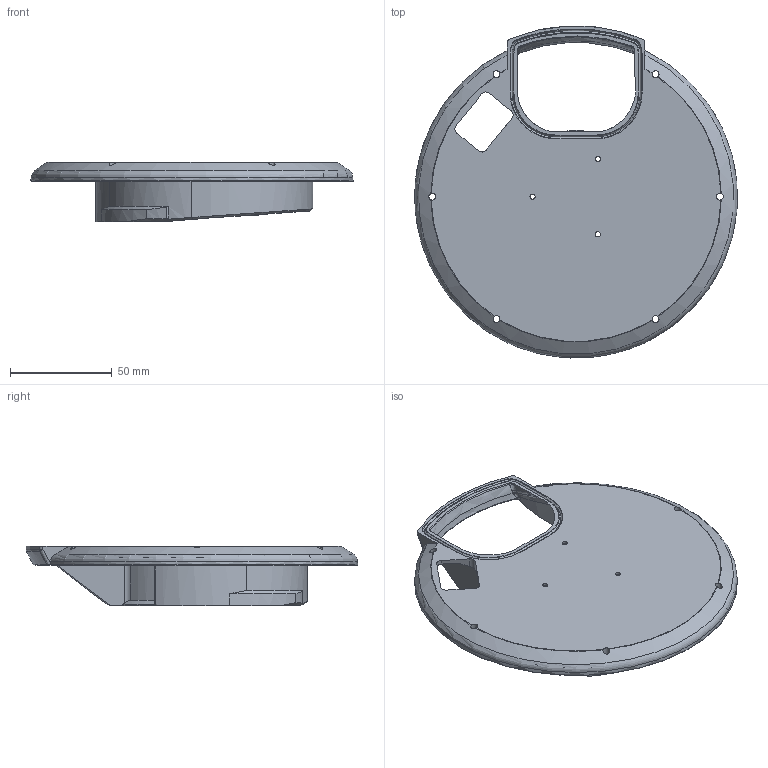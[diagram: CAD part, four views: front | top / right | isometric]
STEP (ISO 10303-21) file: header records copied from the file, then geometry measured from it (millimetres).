
FILE_DESCRIPTION(/* description */ (''),/* implementation_level */ '2;1');
FILE_NAME(/* name */ 'Fan_Scroll_65mm.step',/* time_stamp */ '2022-10-04T14:59:23+02:00',/* author */ (''),/* organization */ (''),/* preprocessor_version */ 'ST-DEVELOPER v19',/* originating_system */ 'Autodesk Translation Framework v11.7.0.108',/* authorisation */ '');
FILE_SCHEMA (('AUTOMOTIVE_DESIGN { 1 0 10303 214 3 1 1 }'));
Length unit declared in the file: millimetre
Products named in the file (2): Fan_Scroll_65mm; 65MM_GPU_Fan
Assembly tree (1 placements, depth 2):
  Fan_Scroll_65mm
    65MM_GPU_Fan
Bounding box: 158.4 x 162.97 x 29 mm (x, y, z)
Volume: 86942.4 mm3; surface area: 79212 mm2
Topology: 2 solids, 2 shells, 532 faces, 1769 edges, 1154 vertices
Faces by surface type: bspline 200, cylinder 163, plane 138, cone 16, torus 13, sphere 2
Full cylindrical faces by diameter (mm): 2.5 x6, 3.4 x6, 8 x1, 8.7 x5, 37 x1, 65.2 x1, 156.858 x1
Entity records: 32090 total; most frequent: CARTESIAN_POINT 17652, ORIENTED_EDGE 3534, DIRECTION 2432, EDGE_CURVE 1767, VERTEX_POINT 1154, AXIS2_PLACEMENT_3D 877, LINE 678, VECTOR 678
